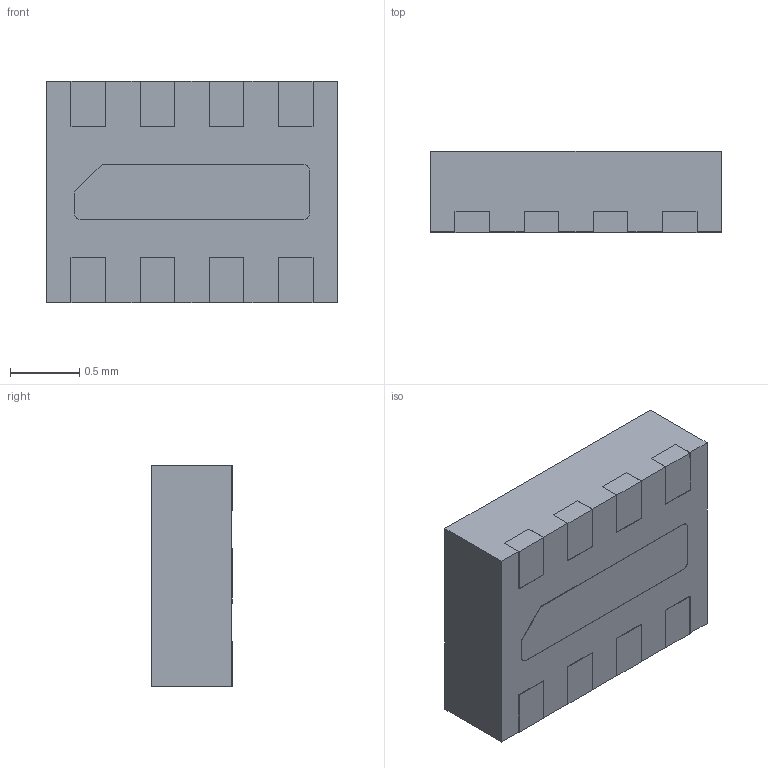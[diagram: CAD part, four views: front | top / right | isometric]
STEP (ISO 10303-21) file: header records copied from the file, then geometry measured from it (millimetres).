
FILE_DESCRIPTION (( 'STEP AP214' ), '1' );
FILE_NAME ('User Library-uClamp3324P.STEP', '2019-02-21T12:02:57', ( '' ), ( '' ), 'SwSTEP 2.0', 'SolidWorks 2019', '' );
FILE_SCHEMA (( 'AUTOMOTIVE_DESIGN' ));
Length unit declared in the file: millimetre
Products named in the file (4): User Library-uClamp3324P; User Library-uClamp3324P_BLOCO uClamp3324P_Valor predeterminado; User Library-uClamp3324P_PINO 9 uClamp3324P_Valor predeterminado; User Library-uClamp3324P_PINO 1 ao 8 uClamp3324P_Valor predeterminado
Assembly tree (10 placements, depth 2):
  User Library-uClamp3324P
    User Library-uClamp3324P_BLOCO uClamp3324P_Valor predeterminado
    User Library-uClamp3324P_PINO 9 uClamp3324P_Valor predeterminado
    User Library-uClamp3324P_PINO 1 ao 8 uClamp3324P_Valor predeterminado  x8
Bounding box: 2.1 x 0.58 x 1.6 mm (x, y, z)
Volume: 2 mm3; surface area: 17.1 mm2
Topology: 10 solids, 10 shells, 284 faces, 741 edges, 494 vertices
Faces by surface type: plane 181, bspline 95, cylinder 8
Entity records: 12004 total; most frequent: CARTESIAN_POINT 6189, ORIENTED_EDGE 1314, DIRECTION 803, EDGE_CURVE 657, VECTOR 451, LINE 451, VERTEX_POINT 438, EDGE_LOOP 259
